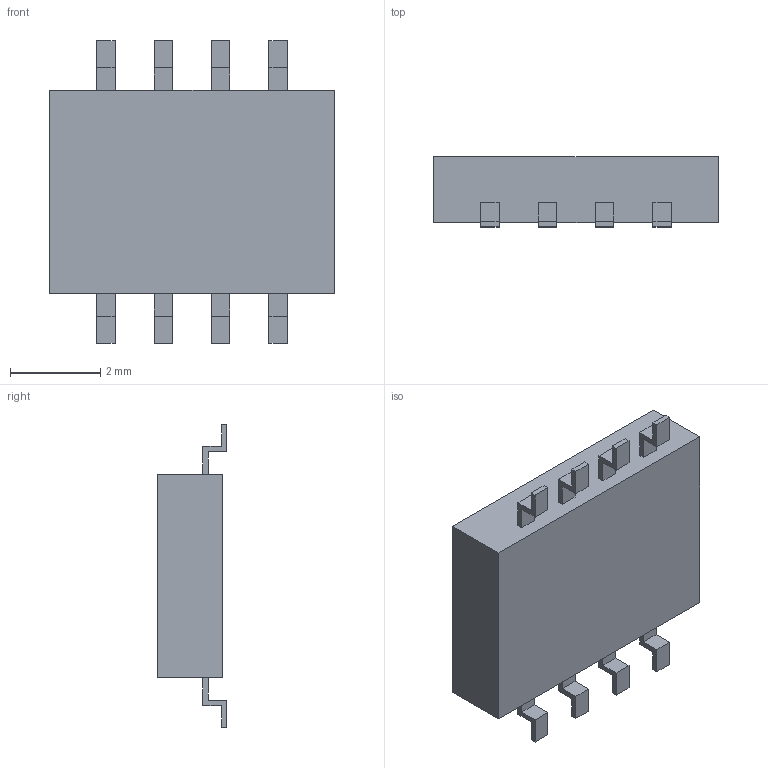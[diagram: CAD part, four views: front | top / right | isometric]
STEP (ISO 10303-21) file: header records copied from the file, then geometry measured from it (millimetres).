
FILE_DESCRIPTION(('STEP AP242'),'1');
FILE_NAME('a6h-4101.stp','2021-02-26T09:33:08',('TraceParts'),('TraceParts S.A.'),'Spatial InterOp 3D',' ',' ');
FILE_SCHEMA(('AP242_MANAGED_MODEL_BASED_3D_ENGINEERING_MIM_LF {1 0 10303 442 1 1 4}'));
Length unit declared in the file: millimetre
Products named in the file (1): a6h-4101
Bounding box: 6.31 x 1.55 x 6.7 mm (x, y, z)
Volume: 38.6 mm3; surface area: 112.1 mm2
Topology: 1 solids, 1 shells, 118 faces, 300 edges, 200 vertices
Faces by surface type: plane 118
Entity records: 5944 total; most frequent: CARTESIAN_POINT 619, ORIENTED_EDGE 600, DIRECTION 538, STYLED_ITEM 418, PRESENTATION_STYLE_ASSIGNMENT 418, COLOUR_RGB 418, EDGE_CURVE 300, CURVE_STYLE 300
